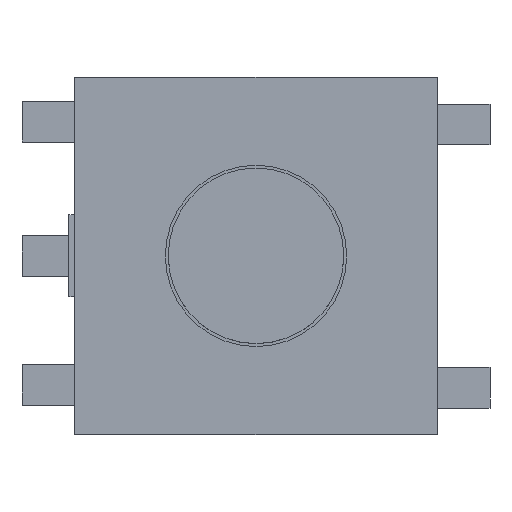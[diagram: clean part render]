
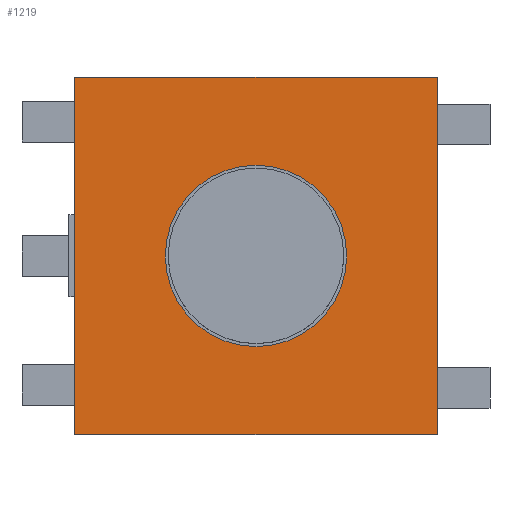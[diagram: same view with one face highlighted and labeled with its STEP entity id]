
A CAD part, top view. The second image highlights one B-rep face of the part: STEP entity #1219.
In plain terms, the highlighted planar face has unit normal (0, 0, 1).
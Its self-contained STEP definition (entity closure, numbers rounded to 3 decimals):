
#1018=CARTESIAN_POINT('',(3.1,3.05,2.));
#1019=VERTEX_POINT('',#1018);
#1026=CARTESIAN_POINT('',(3.1,-3.05,2.));
#1027=VERTEX_POINT('',#1026);
#1028=CARTESIAN_POINT('',(3.1,3.05,2.));
#1029=DIRECTION('',(0.,-1.,0.));
#1030=VECTOR('',#1029,6.1);
#1031=LINE('',#1028,#1030);
#1032=EDGE_CURVE('',#1019,#1027,#1031,.T.);
#1073=CARTESIAN_POINT('',(-3.1,3.05,2.));
#1074=VERTEX_POINT('',#1073);
#1081=CARTESIAN_POINT('',(-3.1,3.05,2.));
#1082=DIRECTION('',(1.,0.,-0.));
#1083=VECTOR('',#1082,6.2);
#1084=LINE('',#1081,#1083);
#1085=EDGE_CURVE('',#1074,#1019,#1084,.T.);
#1151=CARTESIAN_POINT('',(-3.1,-3.05,2.));
#1152=VERTEX_POINT('',#1151);
#1159=CARTESIAN_POINT('',(-3.1,-3.05,2.));
#1160=DIRECTION('',(0.,1.,0.));
#1161=VECTOR('',#1160,6.1);
#1162=LINE('',#1159,#1161);
#1163=EDGE_CURVE('',#1152,#1074,#1162,.T.);
#1187=CARTESIAN_POINT('',(3.1,-3.05,2.));
#1188=DIRECTION('',(-1.,0.,0.));
#1189=VECTOR('',#1188,6.2);
#1190=LINE('',#1187,#1189);
#1191=EDGE_CURVE('',#1027,#1152,#1190,.T.);
#1197=CARTESIAN_POINT('',(0.,0.,2.));
#1198=DIRECTION('',(0.,0.,1.));
#1199=DIRECTION('',(1.,0.,0.));
#1200=AXIS2_PLACEMENT_3D('',#1197,#1198,#1199);
#1201=PLANE('',#1200);
#1202=CARTESIAN_POINT('',(1.55,-0.,2.));
#1203=VERTEX_POINT('',#1202);
#1204=CARTESIAN_POINT('',(0.,0.,2.));
#1205=DIRECTION('',(0.,0.,1.));
#1206=DIRECTION('',(1.,0.,-0.));
#1207=AXIS2_PLACEMENT_3D('',#1204,#1205,#1206);
#1208=CIRCLE('',#1207,1.55);
#1209=EDGE_CURVE('',#1203,#1203,#1208,.T.);
#1210=ORIENTED_EDGE('',*,*,#1209,.F.);
#1211=EDGE_LOOP('',(#1210));
#1212=FACE_BOUND('',#1211,.T.);
#1213=ORIENTED_EDGE('',*,*,#1032,.F.);
#1214=ORIENTED_EDGE('',*,*,#1085,.F.);
#1215=ORIENTED_EDGE('',*,*,#1163,.F.);
#1216=ORIENTED_EDGE('',*,*,#1191,.F.);
#1217=EDGE_LOOP('',(#1213,#1214,#1215,#1216));
#1218=FACE_BOUND('',#1217,.T.);
#1219=ADVANCED_FACE('',(#1212,#1218),#1201,.T.);
